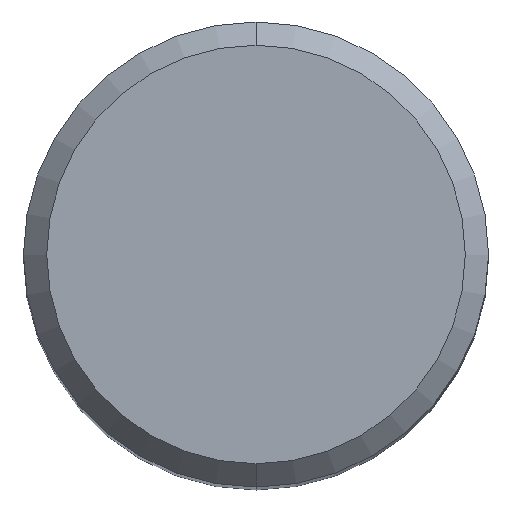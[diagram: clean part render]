
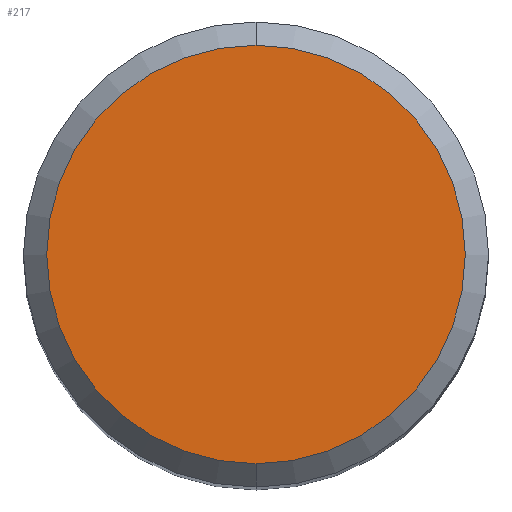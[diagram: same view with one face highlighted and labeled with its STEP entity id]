
A CAD part, top view. The second image highlights one B-rep face of the part: STEP entity #217.
In plain terms, the highlighted planar face has unit normal (0, 0, 1).
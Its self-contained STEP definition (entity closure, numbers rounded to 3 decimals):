
#113=VERTEX_POINT('',#267);
#131=VERTEX_POINT('',#285);
#143=EDGE_CURVE('',#113,#131,#300,.T.);
#181=EDGE_CURVE('',#131,#113,#344,.T.);
#217=ADVANCED_FACE('',(#383),#384,.T.);
#267=CARTESIAN_POINT('',(0.,-5.4,0.0));
#285=CARTESIAN_POINT('',(0.0,5.4,0.0));
#300=CIRCLE('',#476,5.4);
#344=CIRCLE('',#529,5.4);
#383=FACE_OUTER_BOUND('',#584,.T.);
#384=PLANE('',#585);
#476=AXIS2_PLACEMENT_3D('',#666,#667,#668);
#529=AXIS2_PLACEMENT_3D('',#726,#727,#728);
#584=EDGE_LOOP('',(#775,#776));
#585=AXIS2_PLACEMENT_3D('',#777,#778,#779);
#666=CARTESIAN_POINT('',(0.0,0.0,0.0));
#667=DIRECTION('',(0.0,0.0,-1.0));
#668=DIRECTION('',(0.0,1.0,0.0));
#726=CARTESIAN_POINT('',(0.0,0.0,0.0));
#727=DIRECTION('',(0.0,0.0,-1.0));
#728=DIRECTION('',(0.0,1.0,0.0));
#775=ORIENTED_EDGE('',*,*,#181,.F.);
#776=ORIENTED_EDGE('',*,*,#143,.F.);
#777=CARTESIAN_POINT('',(0.0,2.7,0.0));
#778=DIRECTION('',(-0.0,0.0,1.0));
#779=DIRECTION('',(0.0,-1.0,0.0));
